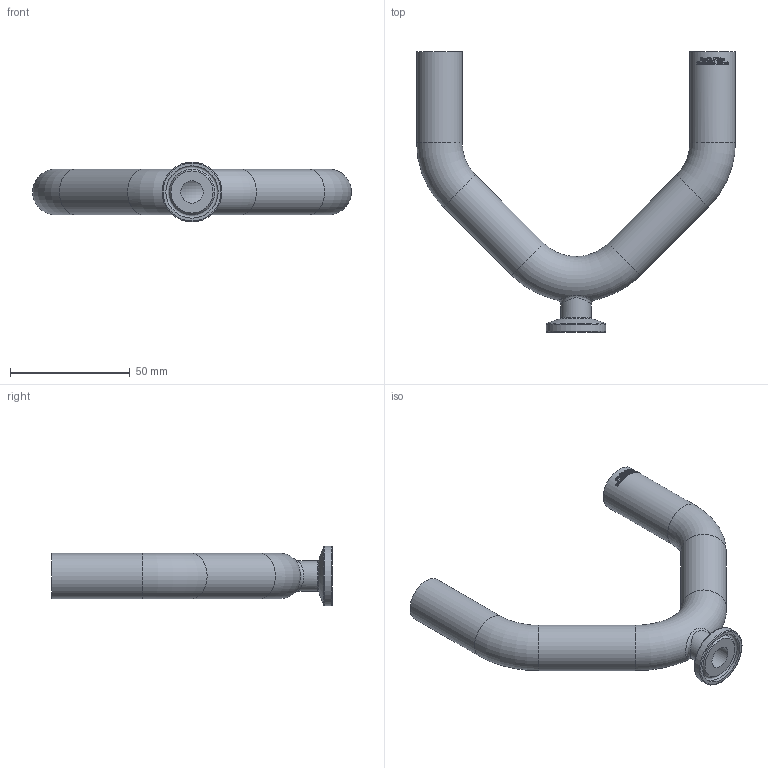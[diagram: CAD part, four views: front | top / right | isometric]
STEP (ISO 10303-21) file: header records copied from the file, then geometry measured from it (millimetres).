
FILE_DESCRIPTION(/* description */ (''),/* implementation_level */ '2;1');
FILE_NAME(/* name */ 'S2UBWWK-.75X.50.stp',/* time_stamp */ '2018-11-26T16:33:37-05:00',/* author */ ('rick'),/* organization */ (''),/* preprocessor_version */ 'ST-DEVELOPER v15.2',/* originating_system */ 'Autodesk Inventor 2014',/* authorisation */ '');
FILE_SCHEMA (('AUTOMOTIVE_DESIGN { 1 0 10303 214 3 1 1 }'));
Length unit declared in the file: inch
Products named in the file (1): S2UBWWK-.75X.50
Bounding box: 133.34 x 117.46 x 24.99 mm (x, y, z)
Volume: 24253.5 mm3; surface area: 28951.1 mm2
Topology: 1 solids, 1 shells, 464 faces, 1252 edges, 832 vertices
Faces by surface type: bspline 207, plane 193, cylinder 52, torus 10, cone 2
Full cylindrical faces by diameter (mm): 9.398 x1, 12.7 x1, 15.748 x4, 19.05 x4, 21.895 x1, 24.994 x1
Entity records: 18239 total; most frequent: CARTESIAN_POINT 7822, ORIENTED_EDGE 2432, DIRECTION 1589, EDGE_CURVE 1216, VERTEX_POINT 820, EDGE_LOOP 534, AXIS2_PLACEMENT_3D 530, LINE 529
